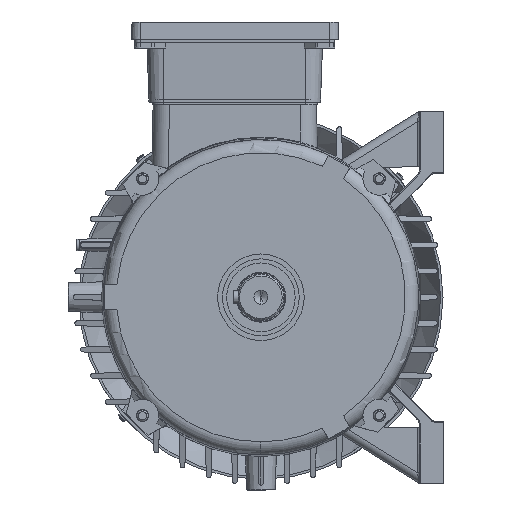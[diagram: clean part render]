
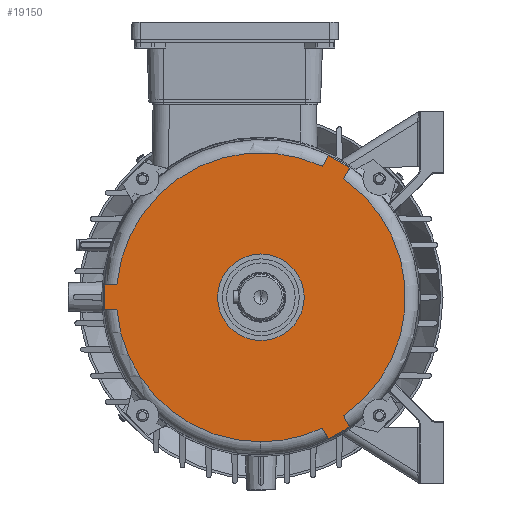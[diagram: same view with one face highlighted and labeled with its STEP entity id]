
A CAD part, left-side view. The second image highlights one B-rep face of the part: STEP entity #19150.
In plain terms, the highlighted planar face has unit normal (-1, 0, 0).
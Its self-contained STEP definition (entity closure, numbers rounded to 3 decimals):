
#980 = ORIENTED_EDGE ( 'NONE', *, *, #78319, .T. ) ;
#2500 = AXIS2_PLACEMENT_3D ( 'NONE', #56227, #84183, #96794 ) ;
#2688 = EDGE_CURVE ( 'NONE', #39649, #10314, #75596, .T. ) ;
#4253 = VERTEX_POINT ( 'NONE', #114326 ) ;
#5338 = CARTESIAN_POINT ( 'NONE',  ( 4., -95.629, 7.5 ) ) ;
#8212 = DIRECTION ( 'NONE',  ( -1., 0., 0. ) ) ;
#8500 = EDGE_CURVE ( 'NONE', #111900, #33848, #39009, .T. ) ;
#10314 = VERTEX_POINT ( 'NONE', #128563 ) ;
#11337 = CARTESIAN_POINT ( 'NONE',  ( 4., 33.505, 73.032 ) ) ;
#11571 = AXIS2_PLACEMENT_3D ( 'NONE', #17736, #49585, #120032 ) ;
#12129 = CIRCLE ( 'NONE', #56617, 95.923 ) ;
#12512 = EDGE_CURVE ( 'NONE', #65232, #88968, #12129, .T. ) ;
#13798 = DIRECTION ( 'NONE',  ( 0., 0.5, -0.866 ) ) ;
#15721 = PLANE ( 'NONE',  #71970 ) ;
#16940 = EDGE_CURVE ( 'NONE', #49982, #4253, #47741, .T. ) ;
#17736 = CARTESIAN_POINT ( 'NONE',  ( 4., 0., 0. ) ) ;
#18738 = CIRCLE ( 'NONE', #110020, 26.5 ) ;
#19150 = ADVANCED_FACE ( 'NONE', ( #84871, #94196 ), #15721, .F. ) ;
#19944 = DIRECTION ( 'NONE',  ( 0., -1., 0. ) ) ;
#22397 = DIRECTION ( 'NONE',  ( 0., -0.5, 0.866 ) ) ;
#22420 = CARTESIAN_POINT ( 'NONE',  ( 4., 0., 0. ) ) ;
#23906 = DIRECTION ( 'NONE',  ( 0., 0.5, 0.866 ) ) ;
#24913 = CARTESIAN_POINT ( 'NONE',  ( 4., 0., 0. ) ) ;
#25114 = CIRCLE ( 'NONE', #99419, 95.923 ) ;
#26201 = CARTESIAN_POINT ( 'NONE',  ( 4., -88.182, -7.5 ) ) ;
#26454 = EDGE_CURVE ( 'NONE', #35843, #99854, #127050, .T. ) ;
#28041 = CIRCLE ( 'NONE', #53416, 88.5 ) ;
#29925 = LINE ( 'NONE', #70487, #112088 ) ;
#32319 = DIRECTION ( 'NONE',  ( -1., 0., 0. ) ) ;
#32393 = DIRECTION ( 'NONE',  ( 0., 0., 1. ) ) ;
#33848 = VERTEX_POINT ( 'NONE', #112592 ) ;
#35097 = EDGE_LOOP ( 'NONE', ( #120855, #131051, #101213, #83253, #76335, #113869, #124943, #48000, #119999, #980, #96131, #38514, #76751 ) ) ;
#35843 = VERTEX_POINT ( 'NONE', #80778 ) ;
#36177 = VERTEX_POINT ( 'NONE', #40746 ) ;
#36468 = CARTESIAN_POINT ( 'NONE',  ( 4., 0., -26.5 ) ) ;
#37456 = CARTESIAN_POINT ( 'NONE',  ( 4., 0., 0. ) ) ;
#37499 = VERTEX_POINT ( 'NONE', #87214 ) ;
#37512 = DIRECTION ( 'NONE',  ( 0., 0., 1. ) ) ;
#38514 = ORIENTED_EDGE ( 'NONE', *, *, #60243, .T. ) ;
#39009 = CIRCLE ( 'NONE', #117555, 88.5 ) ;
#39649 = VERTEX_POINT ( 'NONE', #84469 ) ;
#40204 = DIRECTION ( 'NONE',  ( 0., -0.5, -0.866 ) ) ;
#40746 = CARTESIAN_POINT ( 'NONE',  ( 4., 50.586, 72.618 ) ) ;
#43009 = DIRECTION ( 'NONE',  ( 1., 0., 0. ) ) ;
#44092 = VERTEX_POINT ( 'NONE', #5338 ) ;
#44308 = DIRECTION ( 'NONE',  ( 0., 0., -1. ) ) ;
#45043 = CARTESIAN_POINT ( 'NONE',  ( 4., 0., 0. ) ) ;
#45621 = CARTESIAN_POINT ( 'NONE',  ( 4., 26.5, 0. ) ) ;
#47009 = CARTESIAN_POINT ( 'NONE',  ( 4., 46.495, -65.532 ) ) ;
#47741 = CIRCLE ( 'NONE', #11571, 26.5 ) ;
#48000 = ORIENTED_EDGE ( 'NONE', *, *, #120049, .T. ) ;
#49585 = DIRECTION ( 'NONE',  ( -1., 0., 0. ) ) ;
#49982 = VERTEX_POINT ( 'NONE', #36468 ) ;
#50588 = VECTOR ( 'NONE', #104244, 1000. ) ;
#51986 = CARTESIAN_POINT ( 'NONE',  ( 4., 0., 88.5 ) ) ;
#52262 = CIRCLE ( 'NONE', #126584, 88.5 ) ;
#52906 = DIRECTION ( 'NONE',  ( 0., 0., -1. ) ) ;
#53416 = AXIS2_PLACEMENT_3D ( 'NONE', #37456, #8212, #100552 ) ;
#56227 = CARTESIAN_POINT ( 'NONE',  ( 4., 0., 0. ) ) ;
#56353 = ORIENTED_EDGE ( 'NONE', *, *, #16940, .F. ) ;
#56617 = AXIS2_PLACEMENT_3D ( 'NONE', #103440, #32319, #52906 ) ;
#57219 = VERTEX_POINT ( 'NONE', #75861 ) ;
#58101 = CARTESIAN_POINT ( 'NONE',  ( 4., 0., 0. ) ) ;
#59493 = CARTESIAN_POINT ( 'NONE',  ( 4., 41.319, 86.567 ) ) ;
#60243 = EDGE_CURVE ( 'NONE', #88968, #36177, #62115, .T. ) ;
#60719 = VECTOR ( 'NONE', #40204, 1000. ) ;
#62115 = LINE ( 'NONE', #121915, #60719 ) ;
#65232 = VERTEX_POINT ( 'NONE', #59493 ) ;
#65592 = EDGE_CURVE ( 'NONE', #10314, #57219, #25114, .T. ) ;
#66487 = EDGE_CURVE ( 'NONE', #57219, #35843, #104142, .T. ) ;
#70487 = CARTESIAN_POINT ( 'NONE',  ( 4., -80., -7.5 ) ) ;
#71970 = AXIS2_PLACEMENT_3D ( 'NONE', #45621, #43009, #44308 ) ;
#74431 = LINE ( 'NONE', #11337, #83665 ) ;
#75430 = DIRECTION ( 'NONE',  ( -1., 0., 0. ) ) ;
#75596 = LINE ( 'NONE', #47009, #106294 ) ;
#75861 = CARTESIAN_POINT ( 'NONE',  ( 4., 41.319, -86.567 ) ) ;
#76335 = ORIENTED_EDGE ( 'NONE', *, *, #90262, .T. ) ;
#76751 = ORIENTED_EDGE ( 'NONE', *, *, #126678, .T. ) ;
#77384 = DIRECTION ( 'NONE',  ( -1., 0., 0. ) ) ;
#78319 = EDGE_CURVE ( 'NONE', #33848, #65232, #74431, .T. ) ;
#80778 = CARTESIAN_POINT ( 'NONE',  ( 4., 37.596, -80.118 ) ) ;
#82695 = VECTOR ( 'NONE', #22397, 1000. ) ;
#83253 = ORIENTED_EDGE ( 'NONE', *, *, #26454, .T. ) ;
#83665 = VECTOR ( 'NONE', #23906, 1000. ) ;
#84183 = DIRECTION ( 'NONE',  ( -1., 0., 0. ) ) ;
#84469 = CARTESIAN_POINT ( 'NONE',  ( 4., 50.586, -72.618 ) ) ;
#84871 = FACE_BOUND ( 'NONE', #108820, .T. ) ;
#87214 = CARTESIAN_POINT ( 'NONE',  ( 4., -95.629, -7.5 ) ) ;
#88435 = CARTESIAN_POINT ( 'NONE',  ( 4., 54.31, 79.067 ) ) ;
#88968 = VERTEX_POINT ( 'NONE', #88435 ) ;
#89137 = CARTESIAN_POINT ( 'NONE',  ( 4., -88.182, 7.5 ) ) ;
#90262 = EDGE_CURVE ( 'NONE', #99854, #37499, #29925, .T. ) ;
#91013 = AXIS2_PLACEMENT_3D ( 'NONE', #45043, #116154, #104237 ) ;
#93622 = CARTESIAN_POINT ( 'NONE',  ( 4., -80., 7.5 ) ) ;
#94196 = FACE_OUTER_BOUND ( 'NONE', #35097, .T. ) ;
#95861 = CIRCLE ( 'NONE', #2500, 95.923 ) ;
#96131 = ORIENTED_EDGE ( 'NONE', *, *, #12512, .T. ) ;
#96312 = EDGE_CURVE ( 'NONE', #37499, #44092, #95861, .T. ) ;
#96794 = DIRECTION ( 'NONE',  ( 0., 0., -1. ) ) ;
#97682 = VERTEX_POINT ( 'NONE', #89137 ) ;
#98570 = DIRECTION ( 'NONE',  ( 0., 0., -1. ) ) ;
#99419 = AXIS2_PLACEMENT_3D ( 'NONE', #108544, #107889, #98570 ) ;
#99854 = VERTEX_POINT ( 'NONE', #26201 ) ;
#100552 = DIRECTION ( 'NONE',  ( 0., 0., 1. ) ) ;
#101213 = ORIENTED_EDGE ( 'NONE', *, *, #66487, .T. ) ;
#102288 = LINE ( 'NONE', #93622, #50588 ) ;
#103440 = CARTESIAN_POINT ( 'NONE',  ( 4., 0., 0. ) ) ;
#104142 = LINE ( 'NONE', #112811, #82695 ) ;
#104237 = DIRECTION ( 'NONE',  ( 0., 0., 1. ) ) ;
#104244 = DIRECTION ( 'NONE',  ( 0., 1., 0. ) ) ;
#106294 = VECTOR ( 'NONE', #13798, 1000. ) ;
#107889 = DIRECTION ( 'NONE',  ( -1., 0., 0. ) ) ;
#108544 = CARTESIAN_POINT ( 'NONE',  ( 4., 0., 0. ) ) ;
#108820 = EDGE_LOOP ( 'NONE', ( #109191, #56353 ) ) ;
#109191 = ORIENTED_EDGE ( 'NONE', *, *, #113708, .F. ) ;
#110020 = AXIS2_PLACEMENT_3D ( 'NONE', #58101, #77384, #37512 ) ;
#111900 = VERTEX_POINT ( 'NONE', #51986 ) ;
#112088 = VECTOR ( 'NONE', #19944, 1000. ) ;
#112592 = CARTESIAN_POINT ( 'NONE',  ( 4., 37.596, 80.118 ) ) ;
#112811 = CARTESIAN_POINT ( 'NONE',  ( 4., 33.505, -73.032 ) ) ;
#113708 = EDGE_CURVE ( 'NONE', #4253, #49982, #18738, .T. ) ;
#113869 = ORIENTED_EDGE ( 'NONE', *, *, #96312, .T. ) ;
#114216 = EDGE_CURVE ( 'NONE', #44092, #97682, #102288, .T. ) ;
#114326 = CARTESIAN_POINT ( 'NONE',  ( 4., 0., 26.5 ) ) ;
#116154 = DIRECTION ( 'NONE',  ( -1., 0., 0. ) ) ;
#117555 = AXIS2_PLACEMENT_3D ( 'NONE', #22420, #125416, #32393 ) ;
#119999 = ORIENTED_EDGE ( 'NONE', *, *, #8500, .T. ) ;
#120032 = DIRECTION ( 'NONE',  ( 0., 0., 1. ) ) ;
#120049 = EDGE_CURVE ( 'NONE', #97682, #111900, #28041, .T. ) ;
#120855 = ORIENTED_EDGE ( 'NONE', *, *, #2688, .T. ) ;
#121915 = CARTESIAN_POINT ( 'NONE',  ( 4., 46.495, 65.532 ) ) ;
#124943 = ORIENTED_EDGE ( 'NONE', *, *, #114216, .T. ) ;
#125416 = DIRECTION ( 'NONE',  ( -1., 0., 0. ) ) ;
#126584 = AXIS2_PLACEMENT_3D ( 'NONE', #24913, #75430, #127263 ) ;
#126678 = EDGE_CURVE ( 'NONE', #36177, #39649, #52262, .T. ) ;
#127050 = CIRCLE ( 'NONE', #91013, 88.5 ) ;
#127263 = DIRECTION ( 'NONE',  ( 0., 0., 1. ) ) ;
#128563 = CARTESIAN_POINT ( 'NONE',  ( 4., 54.31, -79.067 ) ) ;
#131051 = ORIENTED_EDGE ( 'NONE', *, *, #65592, .T. ) ;
